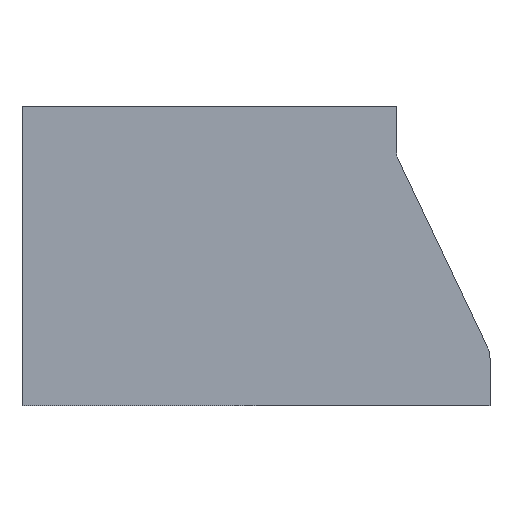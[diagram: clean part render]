
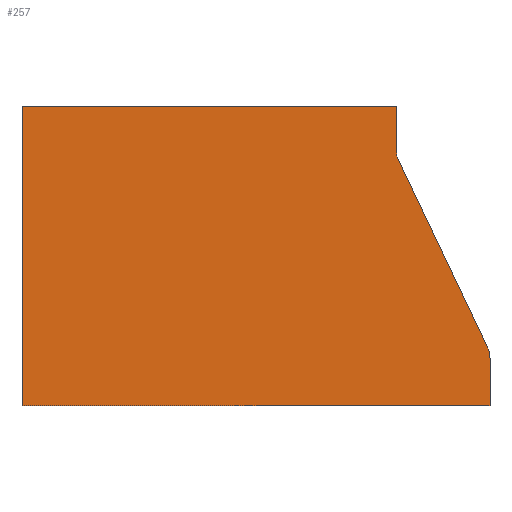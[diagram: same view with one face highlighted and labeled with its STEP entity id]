
A CAD part, front view. The second image highlights one B-rep face of the part: STEP entity #257.
In plain terms, the highlighted planar face has unit normal (0, -1, 0).
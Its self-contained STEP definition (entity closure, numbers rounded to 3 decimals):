
#33 = LINE ( 'NONE', #677, #36 ) ;
#36 = VECTOR ( 'NONE', #678, 1000. ) ;
#80 = LINE ( 'NONE', #736, #82 ) ;
#81 = CIRCLE ( 'NONE', #1098, 30. ) ;
#82 = VECTOR ( 'NONE', #735, 1000. ) ;
#96 = CIRCLE ( 'NONE', #1099, 20. ) ;
#98 = LINE ( 'NONE', #761, #100 ) ;
#100 = VECTOR ( 'NONE', #758, 1000. ) ;
#110 = LINE ( 'NONE', #778, #120 ) ;
#120 = VECTOR ( 'NONE', #790, 1000. ) ;
#257 = ADVANCED_FACE ( 'NONE', ( #1626 ), #969, .F. ) ;
#297 = EDGE_CURVE ( 'NONE', #1595, #1566, #1689, .T. ) ;
#308 = EDGE_CURVE ( 'NONE', #1573, #1525, #1707, .T. ) ;
#342 = EDGE_CURVE ( 'NONE', #1531, #1566, #33, .T. ) ;
#370 = EDGE_CURVE ( 'NONE', #1573, #1578, #80, .T. ) ;
#371 = EDGE_CURVE ( 'NONE', #1525, #1577, #81, .T. ) ;
#379 = EDGE_CURVE ( 'NONE', #1564, #1531, #96, .T. ) ;
#380 = EDGE_CURVE ( 'NONE', #1577, #1564, #98, .T. ) ;
#456 = CARTESIAN_POINT ( 'NONE',  ( 700., 0., -269.745 ) ) ;
#462 = CARTESIAN_POINT ( 'NONE',  ( 600., 0., -48.448 ) ) ;
#495 = CARTESIAN_POINT ( 'NONE',  ( 601.943, 0., -57.046 ) ) ;
#497 = CARTESIAN_POINT ( 'NONE',  ( 600., 0., 0. ) ) ;
#504 = CARTESIAN_POINT ( 'NONE',  ( 700., 0., -320. ) ) ;
#508 = CARTESIAN_POINT ( 'NONE',  ( 697.086, 0., -256.847 ) ) ;
#509 = CARTESIAN_POINT ( 'NONE',  ( 200., 0., -320. ) ) ;
#526 = CARTESIAN_POINT ( 'NONE',  ( 200., 0., 0. ) ) ;
#595 = DIRECTION ( 'NONE',  ( 0., 0., 1. ) ) ;
#600 = CARTESIAN_POINT ( 'NONE',  ( 700., 0., -269.745 ) ) ;
#677 = CARTESIAN_POINT ( 'NONE',  ( 600., 0., 0. ) ) ;
#678 = DIRECTION ( 'NONE',  ( 0., 0., 1. ) ) ;
#735 = DIRECTION ( 'NONE',  ( -1., 0., 0. ) ) ;
#736 = CARTESIAN_POINT ( 'NONE',  ( -300., 0., -320. ) ) ;
#748 = CARTESIAN_POINT ( 'NONE',  ( 670., 0., -269.745 ) ) ;
#749 = DIRECTION ( 'NONE',  ( 0., -1., 0. ) ) ;
#750 = DIRECTION ( 'NONE',  ( 0., 0., 1. ) ) ;
#758 = DIRECTION ( 'NONE',  ( -0.43, 0., 0.903 ) ) ;
#761 = CARTESIAN_POINT ( 'NONE',  ( 601.943, 0., -57.046 ) ) ;
#764 = CARTESIAN_POINT ( 'NONE',  ( 620., 0., -48.448 ) ) ;
#765 = DIRECTION ( 'NONE',  ( 0., 1., 0. ) ) ;
#766 = DIRECTION ( 'NONE',  ( 0., 0., 1. ) ) ;
#778 = CARTESIAN_POINT ( 'NONE',  ( 200., 0., 0. ) ) ;
#790 = DIRECTION ( 'NONE',  ( 0., 0., 1. ) ) ;
#812 = EDGE_CURVE ( 'NONE', #1578, #1595, #110, .T. ) ;
#924 = CARTESIAN_POINT ( 'NONE',  ( -220., 0., -48.448 ) ) ;
#967 = DIRECTION ( 'NONE',  ( 0., 1., 0. ) ) ;
#969 = PLANE ( 'NONE',  #1034 ) ;
#971 = DIRECTION ( 'NONE',  ( 0., 0., 1. ) ) ;
#1034 = AXIS2_PLACEMENT_3D ( 'NONE', #924, #967, #971 ) ;
#1098 = AXIS2_PLACEMENT_3D ( 'NONE', #748, #749, #750 ) ;
#1099 = AXIS2_PLACEMENT_3D ( 'NONE', #764, #765, #766 ) ;
#1237 = ORIENTED_EDGE ( 'NONE', *, *, #297, .F. ) ;
#1238 = ORIENTED_EDGE ( 'NONE', *, *, #812, .F. ) ;
#1239 = ORIENTED_EDGE ( 'NONE', *, *, #370, .F. ) ;
#1240 = ORIENTED_EDGE ( 'NONE', *, *, #308, .T. ) ;
#1241 = ORIENTED_EDGE ( 'NONE', *, *, #371, .T. ) ;
#1242 = ORIENTED_EDGE ( 'NONE', *, *, #380, .T. ) ;
#1243 = ORIENTED_EDGE ( 'NONE', *, *, #379, .T. ) ;
#1244 = ORIENTED_EDGE ( 'NONE', *, *, #342, .T. ) ;
#1446 = EDGE_LOOP ( 'NONE', ( #1237, #1238, #1239, #1240, #1241, #1242, #1243, #1244 ) ) ;
#1525 = VERTEX_POINT ( 'NONE', #456 ) ;
#1531 = VERTEX_POINT ( 'NONE', #462 ) ;
#1564 = VERTEX_POINT ( 'NONE', #495 ) ;
#1566 = VERTEX_POINT ( 'NONE', #497 ) ;
#1573 = VERTEX_POINT ( 'NONE', #504 ) ;
#1577 = VERTEX_POINT ( 'NONE', #508 ) ;
#1578 = VERTEX_POINT ( 'NONE', #509 ) ;
#1595 = VERTEX_POINT ( 'NONE', #526 ) ;
#1626 = FACE_OUTER_BOUND ( 'NONE', #1446, .T. ) ;
#1689 = LINE ( 'NONE', #1748, #1699 ) ;
#1699 = VECTOR ( 'NONE', #1743, 1000. ) ;
#1707 = LINE ( 'NONE', #600, #1710 ) ;
#1710 = VECTOR ( 'NONE', #595, 1000. ) ;
#1743 = DIRECTION ( 'NONE',  ( 1., 0., 0. ) ) ;
#1748 = CARTESIAN_POINT ( 'NONE',  ( -200., 0., 0. ) ) ;
